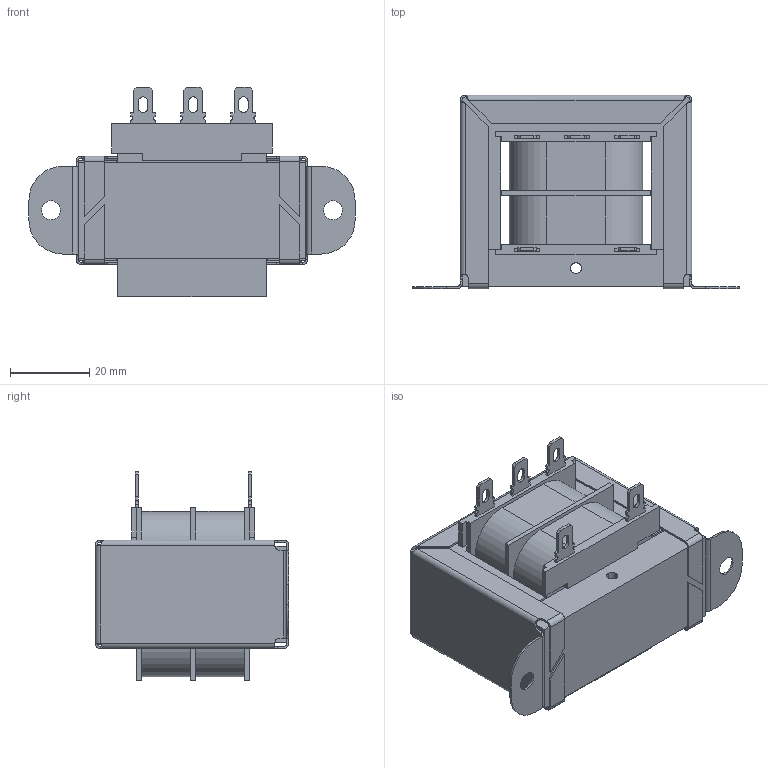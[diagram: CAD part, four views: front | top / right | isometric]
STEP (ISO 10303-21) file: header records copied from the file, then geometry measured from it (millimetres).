
FILE_DESCRIPTION (( 'STEP AP214' ), '1' );
FILE_NAME ('User Library-241-6-12.STEP', '2021-02-04T17:20:48', ( '' ), ( '' ), 'SwSTEP 2.0', 'SolidWorks 2020', '' );
FILE_SCHEMA (( 'AUTOMOTIVE_DESIGN' ));
Length unit declared in the file: inch
Products named in the file (1): User Library-241-6-12
Bounding box: 82.55 x 49.02 x 52.91 mm (x, y, z)
Volume: 85779.9 mm3; surface area: 22914 mm2
Topology: 1 solids, 1 shells, 300 faces, 827 edges, 526 vertices
Faces by surface type: plane 215, cylinder 77, bspline 8
Entity records: 12822 total; most frequent: CARTESIAN_POINT 4390, ORIENTED_EDGE 1654, DIRECTION 1527, EDGE_CURVE 827, VECTOR 649, LINE 649, VERTEX_POINT 526, AXIS2_PLACEMENT_3D 439
